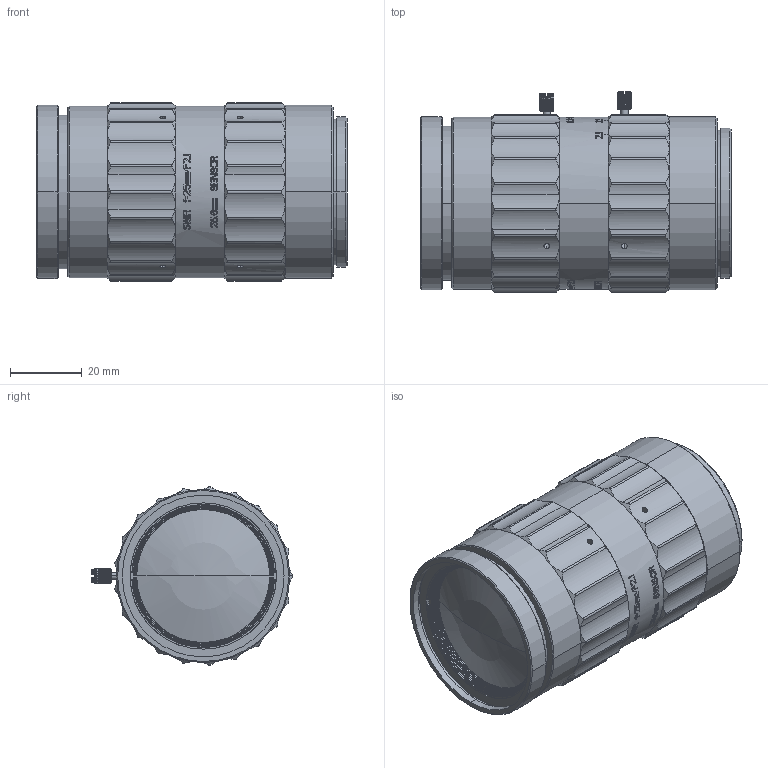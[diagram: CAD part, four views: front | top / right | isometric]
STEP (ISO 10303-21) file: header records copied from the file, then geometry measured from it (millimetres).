
FILE_DESCRIPTION (( 'STEP AP203' ), '1' );
FILE_NAME ('680008.STEP', '2021-08-05T09:04:27', ( '' ), ( '' ), 'SwSTEP 2.0', 'SolidWorks 2020', '' );
FILE_SCHEMA (( 'CONFIG_CONTROL_DESIGN' ));
Length unit declared in the file: millimetre
Products named in the file (1): 680008
Bounding box: 86.85 x 56.25 x 49.86 mm (x, y, z)
Volume: 129098.6 mm3; surface area: 48362.4 mm2
Topology: 5 solids, 5 shells, 2099 faces, 6037 edges, 4067 vertices
Faces by surface type: plane 1239, cylinder 421, bspline 378, cone 50, torus 9, sphere 2
Entity records: 86819 total; most frequent: CARTESIAN_POINT 38052, ORIENTED_EDGE 12068, DIRECTION 7653, EDGE_CURVE 6034, VERTEX_POINT 4066, AXIS2_PLACEMENT_3D 2712, EDGE_LOOP 2244, VECTOR 2229
